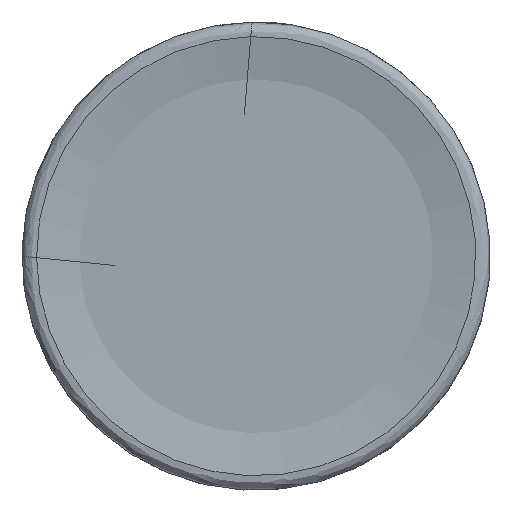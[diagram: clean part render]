
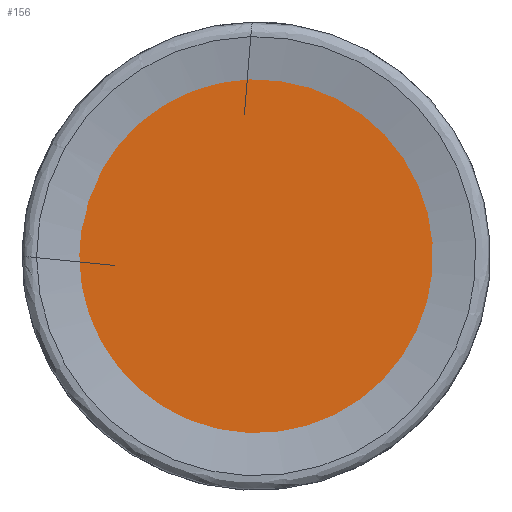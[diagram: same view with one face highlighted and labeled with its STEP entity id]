
A CAD part, left-side view. The second image highlights one B-rep face of the part: STEP entity #156.
In plain terms, the highlighted planar face has unit normal (-1, 0, 0).
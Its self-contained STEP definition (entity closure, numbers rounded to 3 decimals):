
#109=FACE_OUTER_BOUND('',#235,.T.);
#138=PLANE('',#592);
#156=ADVANCED_FACE('',(#109),#138,.F.);
#235=EDGE_LOOP('',(#285));
#285=ORIENTED_EDGE('',*,*,#443,.T.);
#398=VERTEX_POINT('',#787);
#443=EDGE_CURVE('',#398,#398,#512,.T.);
#512=CIRCLE('',#566,13.7);
#566=AXIS2_PLACEMENT_3D('',#786,#635,#636);
#592=AXIS2_PLACEMENT_3D('',#825,#687,#688);
#635=DIRECTION('',(-1.,0.,0.));
#636=DIRECTION('',(0.,0.,1.));
#687=DIRECTION('',(1.,0.,0.));
#688=DIRECTION('',(0.,0.,-1.));
#786=CARTESIAN_POINT('',(0.5,0.,0.));
#787=CARTESIAN_POINT('',(0.5,0.,13.7));
#825=CARTESIAN_POINT('',(0.5,13.7,0.));
